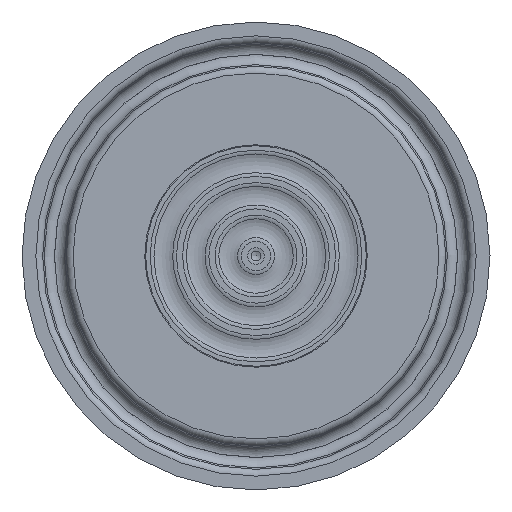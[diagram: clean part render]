
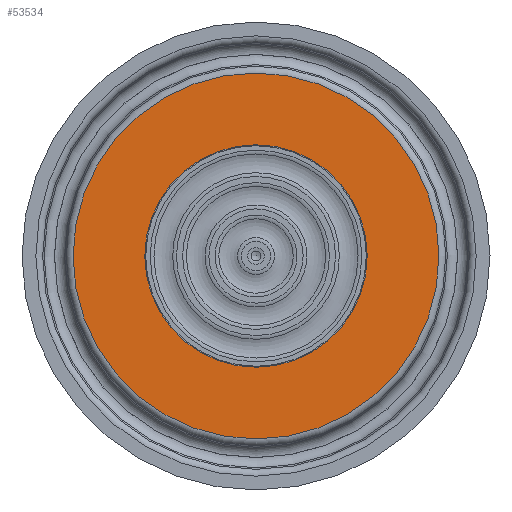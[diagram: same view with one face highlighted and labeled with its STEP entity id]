
A CAD part, left-side view. The second image highlights one B-rep face of the part: STEP entity #53534.
In plain terms, the highlighted planar face has unit normal (-1, 0, 0).
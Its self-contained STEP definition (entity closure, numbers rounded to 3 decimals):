
#1102=FACE_BOUND('',#8711,.T.);
#3068=PLANE('',#57721);
#5859=FACE_OUTER_BOUND('',#8710,.T.);
#8710=EDGE_LOOP('',(#49814));
#8711=EDGE_LOOP('',(#49815));
#9622=CIRCLE('',#57714,12.);
#9626=CIRCLE('',#57722,19.742);
#25602=VERTEX_POINT('',#120041);
#25604=VERTEX_POINT('',#120052);
#33682=EDGE_CURVE('',#25602,#25602,#9622,.T.);
#33687=EDGE_CURVE('',#25604,#25604,#9626,.T.);
#49814=ORIENTED_EDGE('',*,*,#33687,.F.);
#49815=ORIENTED_EDGE('',*,*,#33682,.T.);
#53534=ADVANCED_FACE('',(#5859,#1102),#3068,.T.);
#57714=AXIS2_PLACEMENT_3D('',#120042,#70245,#70246);
#57721=AXIS2_PLACEMENT_3D('',#120051,#70260,#70261);
#57722=AXIS2_PLACEMENT_3D('',#120053,#70262,#70263);
#70245=DIRECTION('center_axis',(1.,0.,0.));
#70246=DIRECTION('ref_axis',(0.,1.,0.));
#70260=DIRECTION('center_axis',(-1.,0.,0.));
#70261=DIRECTION('ref_axis',(0.,0.,1.));
#70262=DIRECTION('center_axis',(1.,0.,0.));
#70263=DIRECTION('ref_axis',(0.,0.,-1.));
#120041=CARTESIAN_POINT('',(0.,-12.,0.));
#120042=CARTESIAN_POINT('Origin',(0.,0.,
0.));
#120051=CARTESIAN_POINT('Origin',(0.,19.742,
0.));
#120052=CARTESIAN_POINT('',(0.,0.,
19.742));
#120053=CARTESIAN_POINT('Origin',(0.,0.,0.));
